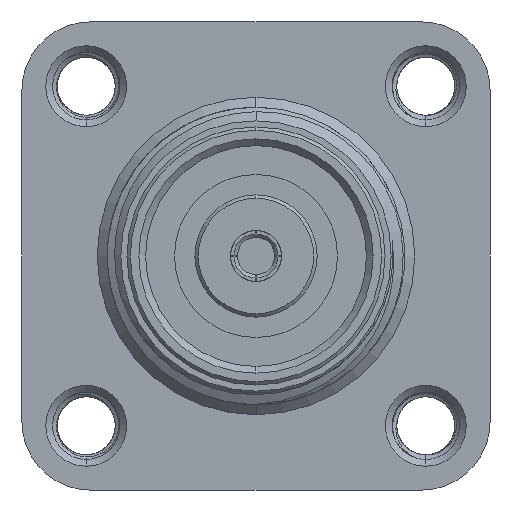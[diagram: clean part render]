
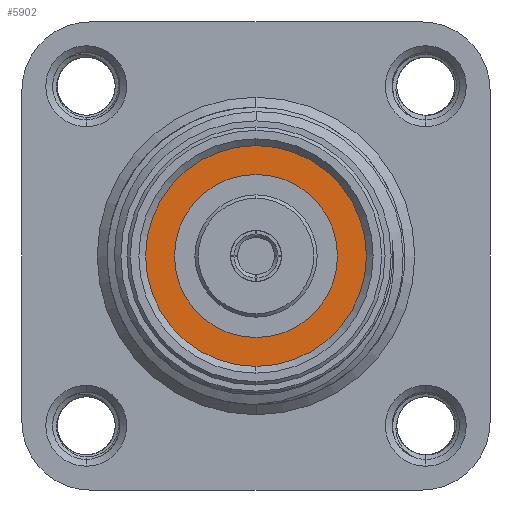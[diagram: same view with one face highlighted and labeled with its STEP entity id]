
A CAD part, left-side view. The second image highlights one B-rep face of the part: STEP entity #5902.
In plain terms, the highlighted planar face has unit normal (-1, 0, 0).
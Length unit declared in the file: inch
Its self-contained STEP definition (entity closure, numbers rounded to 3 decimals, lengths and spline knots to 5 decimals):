
#265 = DIRECTION ( 'NONE',  ( -1., 0., 0. ) ) ;
#313 = EDGE_CURVE ( 'NONE', #2286, #7774, #15295, .T. ) ;
#1193 = DIRECTION ( 'NONE',  ( 0., 0., 1. ) ) ;
#2286 = VERTEX_POINT ( 'NONE', #5787 ) ;
#2320 = ORIENTED_EDGE ( 'NONE', *, *, #13795, .F. ) ;
#2346 = CARTESIAN_POINT ( 'NONE',  ( 0.33, 0., -0.1625 ) ) ;
#2453 = CARTESIAN_POINT ( 'NONE',  ( 0.33, 0., 0. ) ) ;
#3107 = FACE_OUTER_BOUND ( 'NONE', #15589, .T. ) ;
#3944 = AXIS2_PLACEMENT_3D ( 'NONE', #7124, #13268, #1193 ) ;
#4951 = DIRECTION ( 'NONE',  ( 0., 0., 1. ) ) ;
#5787 = CARTESIAN_POINT ( 'NONE',  ( 0.33, 0., 0.1625 ) ) ;
#5790 = AXIS2_PLACEMENT_3D ( 'NONE', #16903, #265, #6318 ) ;
#5902 = ADVANCED_FACE ( 'NONE', ( #10039, #3107 ), #9876, .T. ) ;
#5997 = CIRCLE ( 'NONE', #3944, 0.12 ) ;
#6236 = AXIS2_PLACEMENT_3D ( 'NONE', #11088, #12735, #9729 ) ;
#6290 = CARTESIAN_POINT ( 'NONE',  ( 0.33, 0., 0. ) ) ;
#6318 = DIRECTION ( 'NONE',  ( 0., 0., 1. ) ) ;
#6693 = EDGE_CURVE ( 'NONE', #7774, #2286, #16361, .T. ) ;
#7002 = CIRCLE ( 'NONE', #6236, 0.12 ) ;
#7124 = CARTESIAN_POINT ( 'NONE',  ( 0.33, 0., 0. ) ) ;
#7774 = VERTEX_POINT ( 'NONE', #2346 ) ;
#9352 = DIRECTION ( 'NONE',  ( -1., 0., 0. ) ) ;
#9729 = DIRECTION ( 'NONE',  ( 0., 0., 1. ) ) ;
#9876 = PLANE ( 'NONE',  #13980 ) ;
#10039 = FACE_BOUND ( 'NONE', #11946, .T. ) ;
#11088 = CARTESIAN_POINT ( 'NONE',  ( 0.33, 0., 0. ) ) ;
#11946 = EDGE_LOOP ( 'NONE', ( #2320, #17214 ) ) ;
#12149 = EDGE_CURVE ( 'NONE', #15794, #17396, #7002, .T. ) ;
#12735 = DIRECTION ( 'NONE',  ( -1., 0., 0. ) ) ;
#13054 = DIRECTION ( 'NONE',  ( 0., 0., 1. ) ) ;
#13268 = DIRECTION ( 'NONE',  ( -1., 0., 0. ) ) ;
#13309 = AXIS2_PLACEMENT_3D ( 'NONE', #6290, #9352, #4951 ) ;
#13399 = ORIENTED_EDGE ( 'NONE', *, *, #313, .T. ) ;
#13795 = EDGE_CURVE ( 'NONE', #17396, #15794, #5997, .T. ) ;
#13980 = AXIS2_PLACEMENT_3D ( 'NONE', #2453, #15839, #13054 ) ;
#14214 = CARTESIAN_POINT ( 'NONE',  ( 0.33, 0., 0.12 ) ) ;
#15295 = CIRCLE ( 'NONE', #13309, 0.1625 ) ;
#15589 = EDGE_LOOP ( 'NONE', ( #13399, #18375 ) ) ;
#15794 = VERTEX_POINT ( 'NONE', #17213 ) ;
#15839 = DIRECTION ( 'NONE',  ( -1., 0., 0. ) ) ;
#16361 = CIRCLE ( 'NONE', #5790, 0.1625 ) ;
#16903 = CARTESIAN_POINT ( 'NONE',  ( 0.33, 0., 0. ) ) ;
#17213 = CARTESIAN_POINT ( 'NONE',  ( 0.33, 0., -0.12 ) ) ;
#17214 = ORIENTED_EDGE ( 'NONE', *, *, #12149, .F. ) ;
#17396 = VERTEX_POINT ( 'NONE', #14214 ) ;
#18375 = ORIENTED_EDGE ( 'NONE', *, *, #6693, .T. ) ;
